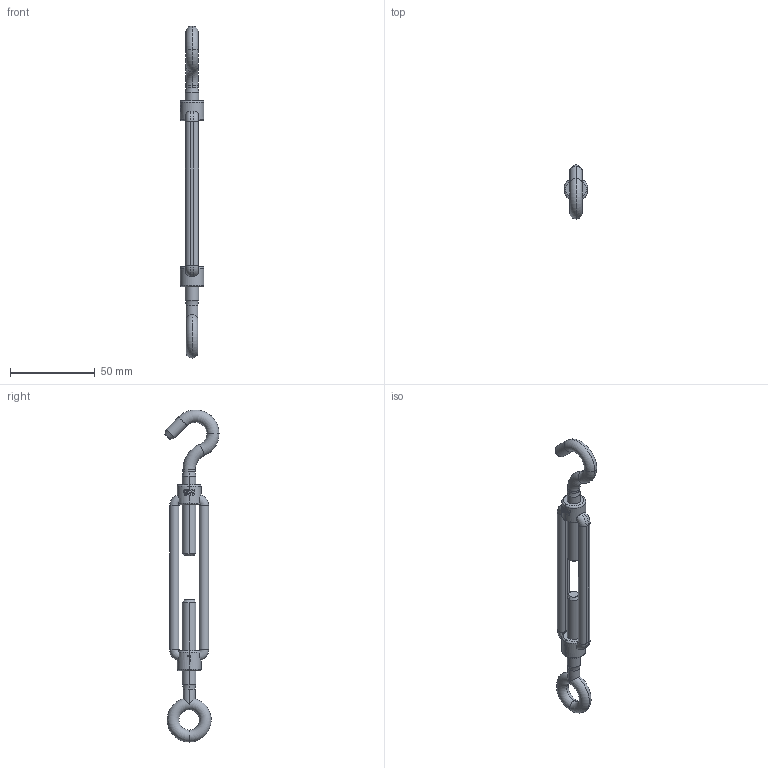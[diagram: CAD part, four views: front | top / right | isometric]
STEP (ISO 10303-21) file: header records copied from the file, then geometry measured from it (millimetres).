
FILE_DESCRIPTION (( 'STEP AP203' ), '1' );
FILE_NAME ('100043008.STEP', '2018-06-14T09:53:12', ( '' ), ( '' ), 'SwSTEP 2.0', 'SolidWorks 2015', '' );
FILE_SCHEMA (( 'CONFIG_CONTROL_DESIGN' ));
Length unit declared in the file: millimetre
Products named in the file (4): 10004300X Teil2_100043008 Teil2; 10004300X Teil3_100043008 Teil3; 100043008; 10004300X Teil1_100043008 Teil1
Assembly tree (3 placements, depth 2):
  100043008
    10004300X Teil1_100043008 Teil1
    10004300X Teil2_100043008 Teil2
    10004300X Teil3_100043008 Teil3
Bounding box: 14 x 31.94 x 195.98 mm (x, y, z)
Volume: 19555.3 mm3; surface area: 11335.1 mm2
Topology: 3 solids, 3 shells, 355 faces, 911 edges, 589 vertices
Faces by surface type: bspline 148, plane 126, cylinder 35, torus 32, cone 14
Entity records: 21239 total; most frequent: CARTESIAN_POINT 13227, ORIENTED_EDGE 1822, DIRECTION 1116, EDGE_CURVE 911, VERTEX_POINT 589, LINE 418, VECTOR 418, EDGE_LOOP 390
